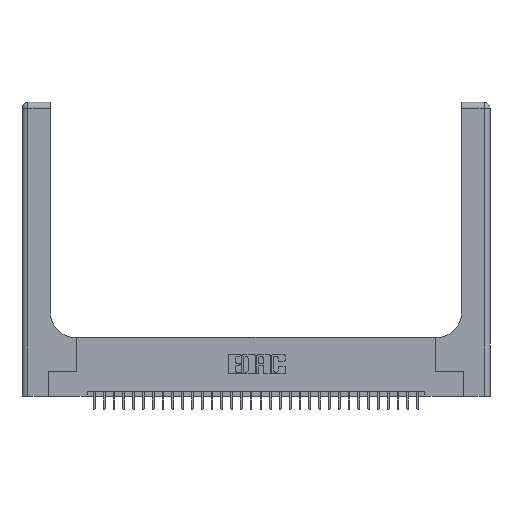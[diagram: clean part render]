
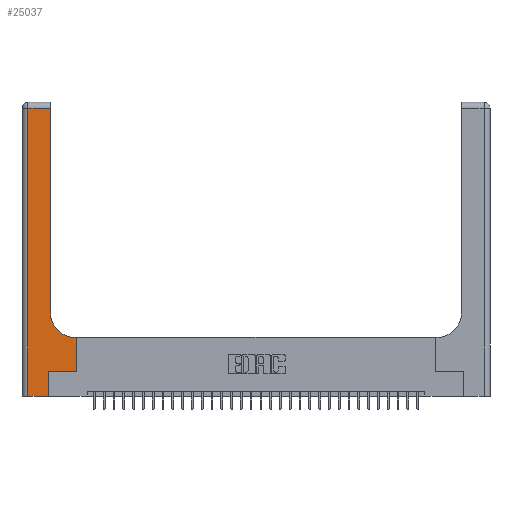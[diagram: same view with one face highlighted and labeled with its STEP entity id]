
A CAD part, top view. The second image highlights one B-rep face of the part: STEP entity #25037.
In plain terms, the highlighted planar face has unit normal (0, 0, 1).
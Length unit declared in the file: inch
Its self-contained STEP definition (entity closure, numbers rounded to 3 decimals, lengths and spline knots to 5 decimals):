
#477 = CARTESIAN_POINT ( 'NONE',  ( 0.5585, 0.25, 0.37 ) ) ;
#518 = CARTESIAN_POINT ( 'NONE',  ( 0.269, 0., 0.37 ) ) ;
#960 = EDGE_CURVE ( 'NONE', #8052, #20597, #16940, .T. ) ;
#1433 = DIRECTION ( 'NONE',  ( 0., 1., 0. ) ) ;
#2072 = DIRECTION ( 'NONE',  ( -1., 0., 0. ) ) ;
#2574 = VERTEX_POINT ( 'NONE', #13632 ) ;
#3090 = DIRECTION ( 'NONE',  ( 0., 0., -1. ) ) ;
#3102 = ORIENTED_EDGE ( 'NONE', *, *, #13836, .T. ) ;
#3372 = CARTESIAN_POINT ( 'NONE',  ( 0.5415, 0.6, 0.37 ) ) ;
#3424 = CARTESIAN_POINT ( 'NONE',  ( 0.2915, 3., 0.37 ) ) ;
#5181 = VECTOR ( 'NONE', #18267, 39.37008 ) ;
#5551 = LINE ( 'NONE', #13216, #5181 ) ;
#5684 = DIRECTION ( 'NONE',  ( 0., -1., 0. ) ) ;
#6732 = CARTESIAN_POINT ( 'NONE',  ( 0., 2.94, 0.37 ) ) ;
#6772 = ORIENTED_EDGE ( 'NONE', *, *, #27459, .T. ) ;
#7166 = CARTESIAN_POINT ( 'NONE',  ( 0., 3., 0.37 ) ) ;
#7281 = VERTEX_POINT ( 'NONE', #29666 ) ;
#7701 = CIRCLE ( 'NONE', #12484, 0.25 ) ;
#7924 = ORIENTED_EDGE ( 'NONE', *, *, #960, .T. ) ;
#7993 = LINE ( 'NONE', #18232, #28055 ) ;
#8049 = LINE ( 'NONE', #12738, #26810 ) ;
#8052 = VERTEX_POINT ( 'NONE', #23134 ) ;
#8205 = VERTEX_POINT ( 'NONE', #24452 ) ;
#8516 = EDGE_CURVE ( 'NONE', #8205, #9120, #23430, .T. ) ;
#9120 = VERTEX_POINT ( 'NONE', #27656 ) ;
#9235 = VERTEX_POINT ( 'NONE', #518 ) ;
#9513 = FACE_OUTER_BOUND ( 'NONE', #20389, .T. ) ;
#9672 = PLANE ( 'NONE',  #13443 ) ;
#10039 = EDGE_CURVE ( 'NONE', #18297, #8205, #20698, .T. ) ;
#11175 = CARTESIAN_POINT ( 'NONE',  ( 0.269, 0.25, 0.37 ) ) ;
#12241 = EDGE_CURVE ( 'NONE', #26160, #2574, #7701, .T. ) ;
#12484 = AXIS2_PLACEMENT_3D ( 'NONE', #15781, #3090, #28510 ) ;
#12738 = CARTESIAN_POINT ( 'NONE',  ( 0., 0., 0.37 ) ) ;
#13216 = CARTESIAN_POINT ( 'NONE',  ( 0.269, 0., 0.37 ) ) ;
#13443 = AXIS2_PLACEMENT_3D ( 'NONE', #7166, #30093, #17392 ) ;
#13632 = CARTESIAN_POINT ( 'NONE',  ( 0.2915, 0.85, 0.37 ) ) ;
#13836 = EDGE_CURVE ( 'NONE', #9120, #26160, #20460, .T. ) ;
#15781 = CARTESIAN_POINT ( 'NONE',  ( 0.5415, 0.85, 0.37 ) ) ;
#16681 = EDGE_CURVE ( 'NONE', #9235, #18297, #5551, .T. ) ;
#16940 = LINE ( 'NONE', #6732, #26904 ) ;
#17392 = DIRECTION ( 'NONE',  ( -1., 0., 0. ) ) ;
#17957 = CARTESIAN_POINT ( 'NONE',  ( 0.2915, 0.6, 0.37 ) ) ;
#18232 = CARTESIAN_POINT ( 'NONE',  ( 0.06, 3., 0.37 ) ) ;
#18267 = DIRECTION ( 'NONE',  ( 0., 1., 0. ) ) ;
#18297 = VERTEX_POINT ( 'NONE', #11175 ) ;
#18916 = VECTOR ( 'NONE', #26517, 39.37008 ) ;
#19330 = ORIENTED_EDGE ( 'NONE', *, *, #16681, .T. ) ;
#19446 = ORIENTED_EDGE ( 'NONE', *, *, #10039, .T. ) ;
#20153 = ORIENTED_EDGE ( 'NONE', *, *, #22777, .T. ) ;
#20389 = EDGE_LOOP ( 'NONE', ( #6772, #7924, #23374, #20153, #19330, #19446, #21146, #3102, #32472 ) ) ;
#20460 = LINE ( 'NONE', #17957, #22219 ) ;
#20597 = VERTEX_POINT ( 'NONE', #29583 ) ;
#20698 = LINE ( 'NONE', #23397, #31093 ) ;
#21146 = ORIENTED_EDGE ( 'NONE', *, *, #8516, .T. ) ;
#22219 = VECTOR ( 'NONE', #2072, 39.37008 ) ;
#22777 = EDGE_CURVE ( 'NONE', #7281, #9235, #8049, .T. ) ;
#23134 = CARTESIAN_POINT ( 'NONE',  ( 0.2915, 2.94, 0.37 ) ) ;
#23374 = ORIENTED_EDGE ( 'NONE', *, *, #27768, .T. ) ;
#23397 = CARTESIAN_POINT ( 'NONE',  ( 0.269, 0.25, 0.37 ) ) ;
#23430 = LINE ( 'NONE', #477, #23709 ) ;
#23709 = VECTOR ( 'NONE', #1433, 39.37008 ) ;
#24452 = CARTESIAN_POINT ( 'NONE',  ( 0.5585, 0.25, 0.37 ) ) ;
#25037 = ADVANCED_FACE ( 'NONE', ( #9513 ), #9672, .F. ) ;
#26160 = VERTEX_POINT ( 'NONE', #3372 ) ;
#26517 = DIRECTION ( 'NONE',  ( 0., 1., 0. ) ) ;
#26810 = VECTOR ( 'NONE', #30333, 39.37008 ) ;
#26904 = VECTOR ( 'NONE', #27171, 39.37008 ) ;
#27171 = DIRECTION ( 'NONE',  ( -1., 0., 0. ) ) ;
#27459 = EDGE_CURVE ( 'NONE', #2574, #8052, #31832, .T. ) ;
#27656 = CARTESIAN_POINT ( 'NONE',  ( 0.5585, 0.6, 0.37 ) ) ;
#27768 = EDGE_CURVE ( 'NONE', #20597, #7281, #7993, .T. ) ;
#28055 = VECTOR ( 'NONE', #5684, 39.37008 ) ;
#28510 = DIRECTION ( 'NONE',  ( 1., 0., 0. ) ) ;
#29583 = CARTESIAN_POINT ( 'NONE',  ( 0.06, 2.94, 0.37 ) ) ;
#29666 = CARTESIAN_POINT ( 'NONE',  ( 0.06, 0., 0.37 ) ) ;
#30093 = DIRECTION ( 'NONE',  ( 0., 0., -1. ) ) ;
#30333 = DIRECTION ( 'NONE',  ( 1., 0., 0. ) ) ;
#30709 = DIRECTION ( 'NONE',  ( 1., 0., 0. ) ) ;
#31093 = VECTOR ( 'NONE', #30709, 39.37008 ) ;
#31832 = LINE ( 'NONE', #3424, #18916 ) ;
#32472 = ORIENTED_EDGE ( 'NONE', *, *, #12241, .T. ) ;
